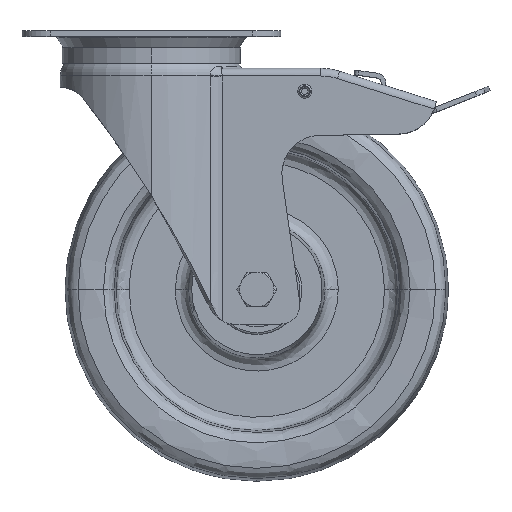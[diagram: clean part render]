
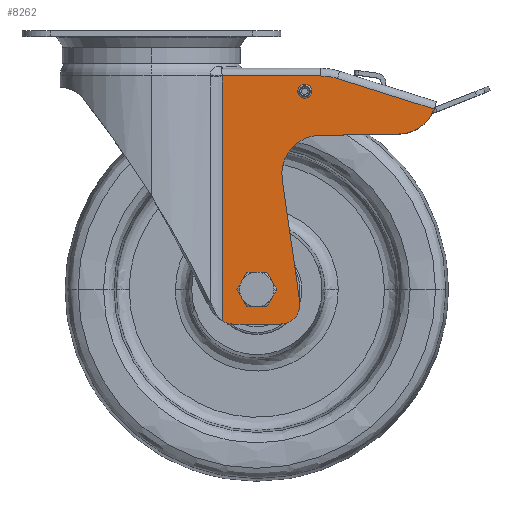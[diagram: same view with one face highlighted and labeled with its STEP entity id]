
A CAD part, top view. The second image highlights one B-rep face of the part: STEP entity #8262.
In plain terms, the highlighted planar face has unit normal (0, 0, 1).
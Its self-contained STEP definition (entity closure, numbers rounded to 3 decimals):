
#159 = DIRECTION ( 'NONE',  ( -1., 0., 0. ) ) ;
#324 = VERTEX_POINT ( 'NONE', #13264 ) ;
#831 = CARTESIAN_POINT ( 'NONE',  ( 42.505, -153., 34. ) ) ;
#1164 = CARTESIAN_POINT ( 'NONE',  ( 37.015, -23.6, 34. ) ) ;
#1444 = CARTESIAN_POINT ( 'NONE',  ( 129.074, -53.899, 34. ) ) ;
#3795 = DIRECTION ( 'NONE',  ( 1., 0., 0. ) ) ;
#4776 = EDGE_CURVE ( 'NONE', #49759, #324, #44791, .T. ) ;
#6885 = EDGE_CURVE ( 'NONE', #55763, #57279, #20625, .T. ) ;
#7123 = DIRECTION ( 'NONE',  ( 0.954, -0.301, 0. ) ) ;
#7424 = DIRECTION ( 'NONE',  ( 0., 1., 0. ) ) ;
#7435 = DIRECTION ( 'NONE',  ( 0.99, 0.141, 0. ) ) ;
#7520 = DIRECTION ( 'NONE',  ( -0.017, 1., 0. ) ) ;
#7615 = ORIENTED_EDGE ( 'NONE', *, *, #4776, .F. ) ;
#8262 = ADVANCED_FACE ( 'NONE', ( #22268, #51654, #16740 ), #61607, .T. ) ;
#8673 = VECTOR ( 'NONE', #40570, 1000. ) ;
#8970 = ORIENTED_EDGE ( 'NONE', *, *, #16945, .F. ) ;
#9168 = CARTESIAN_POINT ( 'NONE',  ( 67.505, -153., 34. ) ) ;
#9178 = AXIS2_PLACEMENT_3D ( 'NONE', #38736, #23863, #3795 ) ;
#9420 = AXIS2_PLACEMENT_3D ( 'NONE', #46184, #61285, #37122 ) ;
#9654 = CARTESIAN_POINT ( 'NONE',  ( 128.734, -33.902, 34. ) ) ;
#9819 = CIRCLE ( 'NONE', #15985, 6.1 ) ;
#9849 = VERTEX_POINT ( 'NONE', #831 ) ;
#10524 = CARTESIAN_POINT ( 'NONE',  ( 37.017, -151.359, 34. ) ) ;
#11817 = EDGE_CURVE ( 'NONE', #34978, #56507, #33082, .T. ) ;
#11971 = CARTESIAN_POINT ( 'NONE',  ( 96.991, -24.942, 34. ) ) ;
#12185 = AXIS2_PLACEMENT_3D ( 'NONE', #33010, #61701, #51435 ) ;
#12476 = CARTESIAN_POINT ( 'NONE',  ( 88.271, -23.6, 34. ) ) ;
#12780 = VERTEX_POINT ( 'NONE', #12901 ) ;
#12798 = VERTEX_POINT ( 'NONE', #24521 ) ;
#12887 = ORIENTED_EDGE ( 'NONE', *, *, #6885, .F. ) ;
#12901 = CARTESIAN_POINT ( 'NONE',  ( 87.71, -54.603, 34. ) ) ;
#13264 = CARTESIAN_POINT ( 'NONE',  ( 129.074, -53.899, 34. ) ) ;
#14227 = ORIENTED_EDGE ( 'NONE', *, *, #31059, .F. ) ;
#14348 = CARTESIAN_POINT ( 'NONE',  ( 55.005, -153., 34. ) ) ;
#14780 = CARTESIAN_POINT ( 'NONE',  ( 82.6, -31.6, 34. ) ) ;
#14902 = VERTEX_POINT ( 'NONE', #9168 ) ;
#15246 = CIRCLE ( 'NONE', #63726, 10. ) ;
#15325 = CARTESIAN_POINT ( 'NONE',  ( 37.016, -108.773, 34. ) ) ;
#15973 = EDGE_CURVE ( 'NONE', #55090, #21722, #32985, .T. ) ;
#15985 = AXIS2_PLACEMENT_3D ( 'NONE', #56126, #41312, #45822 ) ;
#16740 = FACE_OUTER_BOUND ( 'NONE', #28761, .T. ) ;
#16945 = EDGE_CURVE ( 'NONE', #31521, #12798, #25862, .T. ) ;
#17450 = AXIS2_PLACEMENT_3D ( 'NONE', #33383, #37905, #53066 ) ;
#19688 = EDGE_CURVE ( 'NONE', #12798, #49759, #55585, .T. ) ;
#20181 = CARTESIAN_POINT ( 'NONE',  ( 37.015, -23.6, 34. ) ) ;
#20307 = CIRCLE ( 'NONE', #24407, 20. ) ;
#20412 = ORIENTED_EDGE ( 'NONE', *, *, #28491, .F. ) ;
#20625 = CIRCLE ( 'NONE', #17450, 6.1 ) ;
#21722 = VERTEX_POINT ( 'NONE', #57501 ) ;
#22268 = FACE_BOUND ( 'NONE', #60275, .T. ) ;
#22804 = ORIENTED_EDGE ( 'NONE', *, *, #42297, .F. ) ;
#23863 = DIRECTION ( 'NONE',  ( 0., 0., 1. ) ) ;
#24407 = AXIS2_PLACEMENT_3D ( 'NONE', #28487, #57218, #7520 ) ;
#24521 = CARTESIAN_POINT ( 'NONE',  ( 96.991, -24.942, 34. ) ) ;
#24706 = LINE ( 'NONE', #14348, #53249 ) ;
#24748 = CARTESIAN_POINT ( 'NONE',  ( 37.016, -66.186, 34. ) ) ;
#24882 = DIRECTION ( 'NONE',  ( -1., 0., 0. ) ) ;
#25165 = AXIS2_PLACEMENT_3D ( 'NONE', #9654, #49418, #33949 ) ;
#25862 = CIRCLE ( 'NONE', #39298, 29. ) ;
#27907 = CARTESIAN_POINT ( 'NONE',  ( 88.271, -23.6, 34. ) ) ;
#28207 = DIRECTION ( 'NONE',  ( 0.141, -0.99, 0. ) ) ;
#28487 = CARTESIAN_POINT ( 'NONE',  ( 88.05, -74.6, 34. ) ) ;
#28491 = EDGE_CURVE ( 'NONE', #57279, #55763, #9819, .T. ) ;
#28674 = CIRCLE ( 'NONE', #12185, 2.6 ) ;
#28761 = EDGE_LOOP ( 'NONE', ( #50299, #50923, #47154, #30444, #7615, #43397, #8970, #35402, #49302, #50853, #22804 ) ) ;
#29674 = B_SPLINE_CURVE_WITH_KNOTS ( 'NONE', 3,
 ( #1164, #24748, #15325, #10524 ),
 .UNSPECIFIED., .F., .F.,
 ( 4, 4 ),
 ( 0., 1. ),
 .UNSPECIFIED. ) ;
#30175 = EDGE_CURVE ( 'NONE', #12780, #34978, #20307, .T. ) ;
#30444 = ORIENTED_EDGE ( 'NONE', *, *, #49498, .F. ) ;
#31059 = EDGE_CURVE ( 'NONE', #21722, #55090, #28674, .T. ) ;
#31202 = EDGE_CURVE ( 'NONE', #31521, #56174, #40965, .T. ) ;
#31367 = DIRECTION ( 'NONE',  ( 0., 0., -1. ) ) ;
#31521 = VERTEX_POINT ( 'NONE', #27907 ) ;
#32985 = CIRCLE ( 'NONE', #9178, 2.6 ) ;
#33010 = CARTESIAN_POINT ( 'NONE',  ( 80., -31.6, 34. ) ) ;
#33082 = LINE ( 'NONE', #48871, #35668 ) ;
#33265 = VERTEX_POINT ( 'NONE', #59241 ) ;
#33383 = CARTESIAN_POINT ( 'NONE',  ( 55., -135., 34. ) ) ;
#33454 = CARTESIAN_POINT ( 'NONE',  ( 42.505, -143., 34. ) ) ;
#33949 = DIRECTION ( 'NONE',  ( 0.937, -0.348, 0. ) ) ;
#34978 = VERTEX_POINT ( 'NONE', #52847 ) ;
#35402 = ORIENTED_EDGE ( 'NONE', *, *, #31202, .T. ) ;
#35668 = VECTOR ( 'NONE', #28207, 1000. ) ;
#36444 = ORIENTED_EDGE ( 'NONE', *, *, #15973, .F. ) ;
#37122 = DIRECTION ( 'NONE',  ( 1., 0., 0. ) ) ;
#37905 = DIRECTION ( 'NONE',  ( 0., 0., 1. ) ) ;
#38527 = CARTESIAN_POINT ( 'NONE',  ( 147.483, -40.862, 34. ) ) ;
#38736 = CARTESIAN_POINT ( 'NONE',  ( 80., -31.6, 34. ) ) ;
#39298 = AXIS2_PLACEMENT_3D ( 'NONE', #51692, #56208, #7424 ) ;
#40078 = VECTOR ( 'NONE', #24882, 1000. ) ;
#40570 = DIRECTION ( 'NONE',  ( -1., -0.017, 0. ) ) ;
#40965 = LINE ( 'NONE', #12476, #40078 ) ;
#41312 = DIRECTION ( 'NONE',  ( 0., 0., 1. ) ) ;
#42297 = EDGE_CURVE ( 'NONE', #14902, #9849, #24706, .T. ) ;
#43041 = VECTOR ( 'NONE', #7123, 1000. ) ;
#43397 = ORIENTED_EDGE ( 'NONE', *, *, #19688, .F. ) ;
#44325 = CARTESIAN_POINT ( 'NONE',  ( 48.9, -135., 34. ) ) ;
#44791 = CIRCLE ( 'NONE', #25165, 20. ) ;
#45092 = LINE ( 'NONE', #1444, #8673 ) ;
#45822 = DIRECTION ( 'NONE',  ( 1., 0., 0. ) ) ;
#45910 = CARTESIAN_POINT ( 'NONE',  ( 67.505, -143., 34. ) ) ;
#46184 = CARTESIAN_POINT ( 'NONE',  ( 0., -169.6, 34. ) ) ;
#46573 = CARTESIAN_POINT ( 'NONE',  ( 61.1, -135., 34. ) ) ;
#47154 = ORIENTED_EDGE ( 'NONE', *, *, #30175, .F. ) ;
#48871 = CARTESIAN_POINT ( 'NONE',  ( 68.25, -77.425, 34. ) ) ;
#48896 = AXIS2_PLACEMENT_3D ( 'NONE', #33454, #62146, #52511 ) ;
#49302 = ORIENTED_EDGE ( 'NONE', *, *, #55914, .T. ) ;
#49418 = DIRECTION ( 'NONE',  ( 0., 0., -1. ) ) ;
#49498 = EDGE_CURVE ( 'NONE', #324, #12780, #45092, .T. ) ;
#49759 = VERTEX_POINT ( 'NONE', #38527 ) ;
#50299 = ORIENTED_EDGE ( 'NONE', *, *, #61849, .F. ) ;
#50758 = CARTESIAN_POINT ( 'NONE',  ( 77.405, -141.588, 34. ) ) ;
#50853 = ORIENTED_EDGE ( 'NONE', *, *, #57697, .F. ) ;
#50923 = ORIENTED_EDGE ( 'NONE', *, *, #11817, .F. ) ;
#51435 = DIRECTION ( 'NONE',  ( -1., 0., 0. ) ) ;
#51654 = FACE_BOUND ( 'NONE', #57452, .T. ) ;
#51692 = CARTESIAN_POINT ( 'NONE',  ( 88.271, -52.6, 34. ) ) ;
#52511 = DIRECTION ( 'NONE',  ( 0., -1., 0. ) ) ;
#52847 = CARTESIAN_POINT ( 'NONE',  ( 68.25, -77.425, 34. ) ) ;
#53066 = DIRECTION ( 'NONE',  ( -1., 0., 0. ) ) ;
#53249 = VECTOR ( 'NONE', #159, 1000. ) ;
#55090 = VERTEX_POINT ( 'NONE', #14780 ) ;
#55585 = LINE ( 'NONE', #11971, #43041 ) ;
#55763 = VERTEX_POINT ( 'NONE', #44325 ) ;
#55914 = EDGE_CURVE ( 'NONE', #56174, #33265, #29674, .T. ) ;
#56126 = CARTESIAN_POINT ( 'NONE',  ( 55., -135., 34. ) ) ;
#56174 = VERTEX_POINT ( 'NONE', #20181 ) ;
#56208 = DIRECTION ( 'NONE',  ( 0., 0., -1. ) ) ;
#56507 = VERTEX_POINT ( 'NONE', #50758 ) ;
#57218 = DIRECTION ( 'NONE',  ( 0., 0., 1. ) ) ;
#57279 = VERTEX_POINT ( 'NONE', #46573 ) ;
#57452 = EDGE_LOOP ( 'NONE', ( #12887, #20412 ) ) ;
#57501 = CARTESIAN_POINT ( 'NONE',  ( 77.4, -31.6, 34. ) ) ;
#57697 = EDGE_CURVE ( 'NONE', #9849, #33265, #59183, .T. ) ;
#59183 = CIRCLE ( 'NONE', #48896, 10. ) ;
#59241 = CARTESIAN_POINT ( 'NONE',  ( 37.017, -151.359, 34. ) ) ;
#60275 = EDGE_LOOP ( 'NONE', ( #14227, #36444 ) ) ;
#61285 = DIRECTION ( 'NONE',  ( 0., 0., 1. ) ) ;
#61607 = PLANE ( 'NONE',  #9420 ) ;
#61701 = DIRECTION ( 'NONE',  ( 0., 0., 1. ) ) ;
#61849 = EDGE_CURVE ( 'NONE', #56507, #14902, #15246, .T. ) ;
#62146 = DIRECTION ( 'NONE',  ( 0., 0., -1. ) ) ;
#63726 = AXIS2_PLACEMENT_3D ( 'NONE', #45910, #31367, #7435 ) ;
